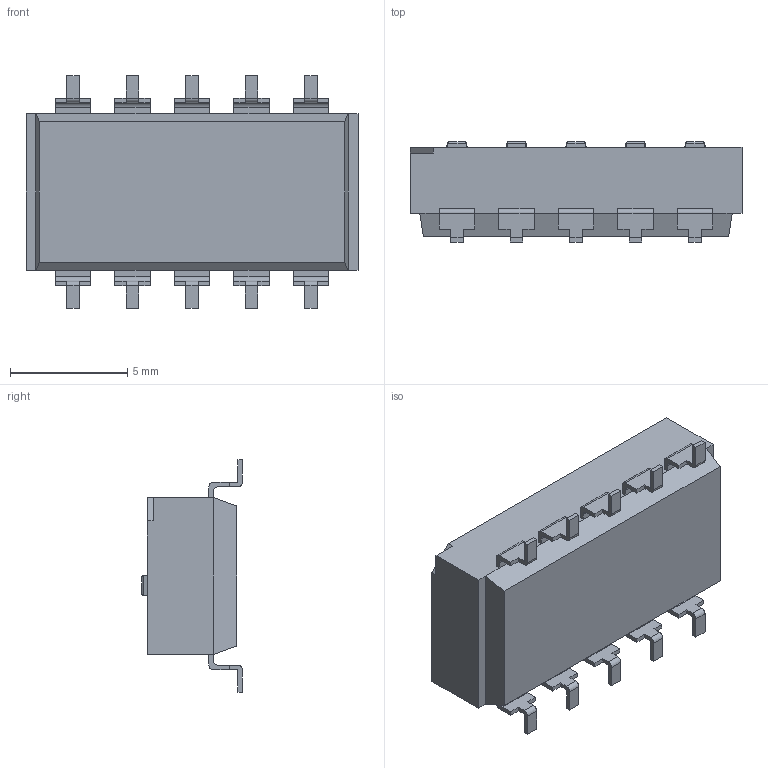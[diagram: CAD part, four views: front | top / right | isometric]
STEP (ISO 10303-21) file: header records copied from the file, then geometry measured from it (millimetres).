
FILE_DESCRIPTION (( 'STEP AP214' ), '1' );
FILE_NAME ('219-5poles.STEP', '2011-07-12T08:32:11', ( 'user' ), ( '' ), 'SwSTEP 2.0', 'SolidWorks 2011', '' );
FILE_SCHEMA (( 'AUTOMOTIVE_DESIGN' ));
Length unit declared in the file: millimetre
Products named in the file (1): 219-5poles
Bounding box: 14.17 x 4.3 x 9.91 mm (x, y, z)
Volume: 343 mm3; surface area: 458.3 mm2
Topology: 1 solids, 1 shells, 454 faces, 1266 edges, 836 vertices
Faces by surface type: plane 294, cylinder 100, bspline 60
Entity records: 21548 total; most frequent: CARTESIAN_POINT 6337, ORIENTED_EDGE 2532, DIRECTION 2006, EDGE_CURVE 1266, VECTOR 916, LINE 916, VERTEX_POINT 836, AXIS2_PLACEMENT_3D 545
